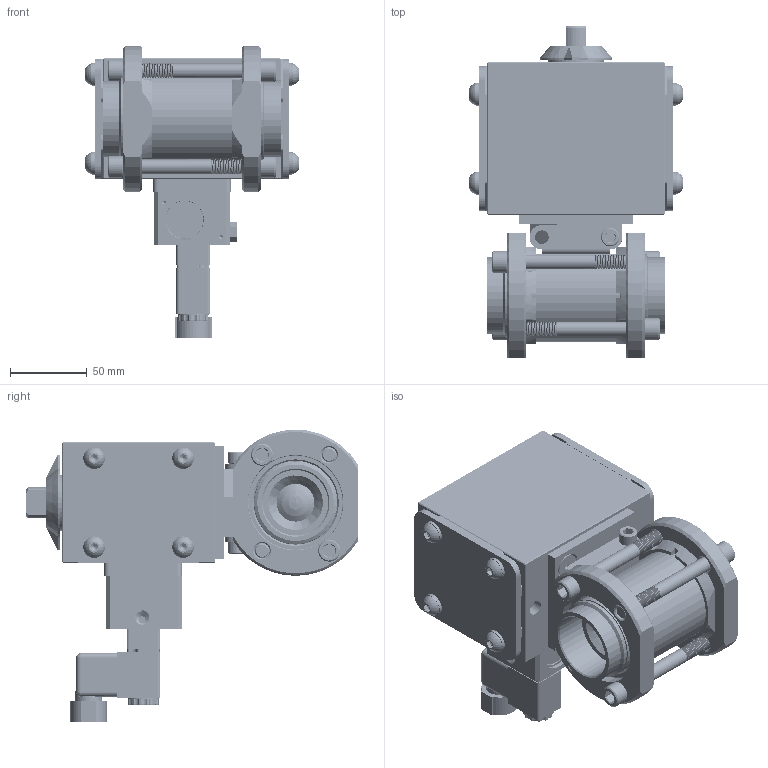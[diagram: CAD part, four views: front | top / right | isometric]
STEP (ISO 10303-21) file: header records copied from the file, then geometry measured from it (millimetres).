
FILE_DESCRIPTION (( 'STEP AP203' ), '1' );
FILE_NAME ('21XXSWSA522DGPDC.step', '2018-03-15T11:57:55', ( '' ), ( '' ), 'SwSTEP 2.0', 'SolidWorks 2017', '' );
FILE_SCHEMA (( 'CONFIG_CONTROL_DESIGN' ));
Products named in the file (1): 21XXSWSA522DGPDC
Bounding box: 139.51 x 216.09 x 190.68 mm (x, y, z)
Volume: 1019563.8 mm3; surface area: 342514 mm2
Topology: 58 solids, 58 shells, 3417 faces, 8785 edges, 5501 vertices
Faces by surface type: cylinder 1601, plane 817, cone 700, bspline 148, torus 129, sphere 22
Entity records: 172049 total; most frequent: CARTESIAN_POINT 92735, ORIENTED_EDGE 17342, DIRECTION 16156, EDGE_CURVE 8671, AXIS2_PLACEMENT_3D 6242, VERTEX_POINT 5497, EDGE_LOOP 3720, VECTOR 3672
